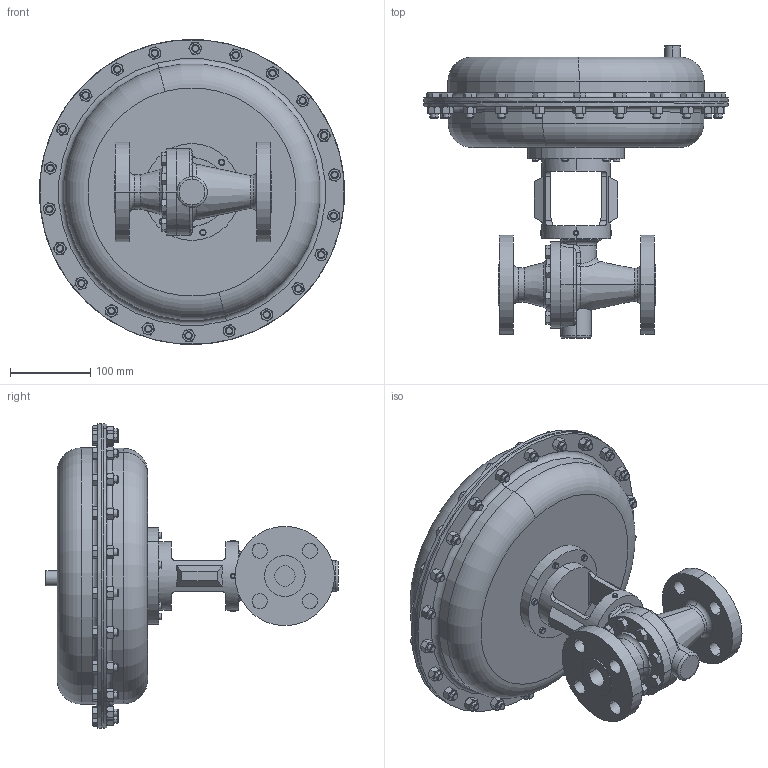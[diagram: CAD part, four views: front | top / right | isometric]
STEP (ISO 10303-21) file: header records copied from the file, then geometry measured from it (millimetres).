
FILE_DESCRIPTION (( 'STEP AP203' ), '1' );
FILE_NAME ('70-100-CS+S6-I3-85M.STEP', '2017-08-30T15:51:16', ( '' ), ( '' ), 'SwSTEP 2.0', 'SolidWorks 2014', '' );
FILE_SCHEMA (( 'CONFIG_CONTROL_DESIGN' ));
Length unit declared in the file: inch
Products named in the file (1): 70-100-CS+S6-I3-85M
Bounding box: 380.96 x 365.54 x 380.89 mm (x, y, z)
Volume: 10524698.6 mm3; surface area: 491292.5 mm2
Topology: 1 solids, 1 shells, 1139 faces, 2568 edges, 1525 vertices
Faces by surface type: cone 521, plane 438, cylinder 148, torus 25, bspline 5, sphere 2
Entity records: 35792 total; most frequent: CARTESIAN_POINT 11660, ORIENTED_EDGE 5136, DIRECTION 4733, EDGE_CURVE 2568, AXIS2_PLACEMENT_3D 1981, VERTEX_POINT 1525, EDGE_LOOP 1251, ADVANCED_FACE 1139
